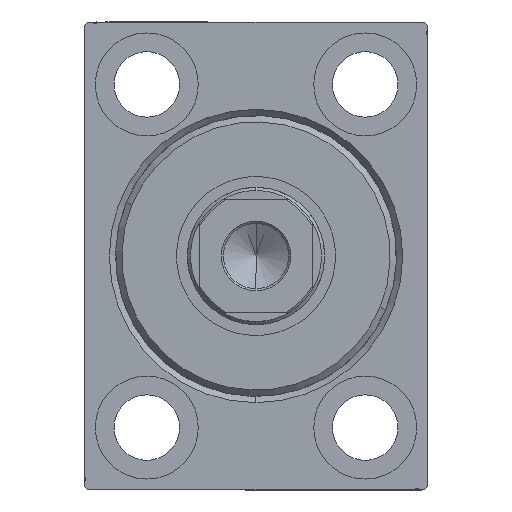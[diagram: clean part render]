
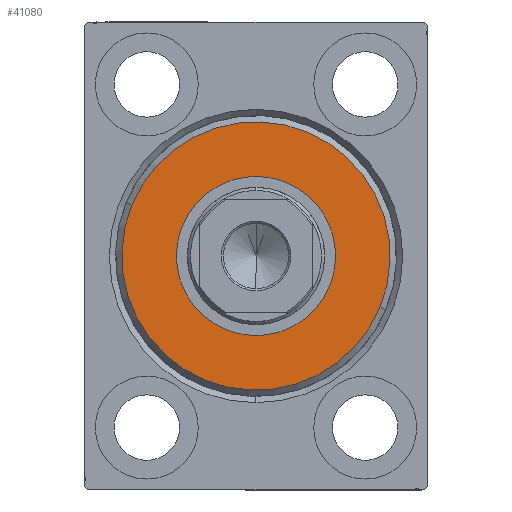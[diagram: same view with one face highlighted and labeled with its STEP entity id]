
A CAD part, left-side view. The second image highlights one B-rep face of the part: STEP entity #41080.
In plain terms, the highlighted face is planar.
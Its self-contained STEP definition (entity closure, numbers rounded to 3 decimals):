
#1205 = DIRECTION ( 'NONE',  ( 1., 0., 0. ) ) ;
#2038 = CARTESIAN_POINT ( 'NONE',  ( 3., 0., 0. ) ) ;
#2086 = ORIENTED_EDGE ( 'NONE', *, *, #10963, .T. ) ;
#2473 = FACE_OUTER_BOUND ( 'NONE', #10780, .T. ) ;
#4028 = VERTEX_POINT ( 'NONE', #7015 ) ;
#7015 = CARTESIAN_POINT ( 'NONE',  ( 3., 0., -12.75 ) ) ;
#7782 = ORIENTED_EDGE ( 'NONE', *, *, #15541, .T. ) ;
#10000 = DIRECTION ( 'NONE',  ( 0., 0., -1. ) ) ;
#10051 = EDGE_CURVE ( 'NONE', #19580, #4028, #26968, .T. ) ;
#10420 = DIRECTION ( 'NONE',  ( 0., 0., -1. ) ) ;
#10780 = EDGE_LOOP ( 'NONE', ( #7782, #28507 ) ) ;
#10963 = EDGE_CURVE ( 'NONE', #4028, #19580, #16225, .T. ) ;
#10997 = CARTESIAN_POINT ( 'NONE',  ( 3., 0., 0. ) ) ;
#11894 = DIRECTION ( 'NONE',  ( 0., 0., -1. ) ) ;
#12361 = FACE_BOUND ( 'NONE', #22026, .T. ) ;
#14752 = EDGE_CURVE ( 'NONE', #30284, #34535, #42851, .T. ) ;
#14795 = DIRECTION ( 'NONE',  ( 0., 0., -1. ) ) ;
#15541 = EDGE_CURVE ( 'NONE', #34535, #30284, #17037, .T. ) ;
#16225 = CIRCLE ( 'NONE', #43493, 12.75 ) ;
#16952 = CARTESIAN_POINT ( 'NONE',  ( 3., 0., -21.5 ) ) ;
#17037 = CIRCLE ( 'NONE', #22815, 21.5 ) ;
#17963 = CARTESIAN_POINT ( 'NONE',  ( 3., 0., 0. ) ) ;
#18152 = CARTESIAN_POINT ( 'NONE',  ( 3., 0., 12.75 ) ) ;
#19580 = VERTEX_POINT ( 'NONE', #18152 ) ;
#19755 = PLANE ( 'NONE',  #21443 ) ;
#21443 = AXIS2_PLACEMENT_3D ( 'NONE', #2038, #29867, #43549 ) ;
#22026 = EDGE_LOOP ( 'NONE', ( #32944, #2086 ) ) ;
#22239 = DIRECTION ( 'NONE',  ( -1., 0., 0. ) ) ;
#22815 = AXIS2_PLACEMENT_3D ( 'NONE', #34011, #40520, #10000 ) ;
#26968 = CIRCLE ( 'NONE', #36297, 12.75 ) ;
#28507 = ORIENTED_EDGE ( 'NONE', *, *, #14752, .T. ) ;
#29867 = DIRECTION ( 'NONE',  ( 1., 0., 0. ) ) ;
#30284 = VERTEX_POINT ( 'NONE', #16952 ) ;
#32944 = ORIENTED_EDGE ( 'NONE', *, *, #10051, .T. ) ;
#34011 = CARTESIAN_POINT ( 'NONE',  ( 3., 0., 0. ) ) ;
#34535 = VERTEX_POINT ( 'NONE', #40095 ) ;
#35325 = CARTESIAN_POINT ( 'NONE',  ( 3., 0., 0. ) ) ;
#35685 = AXIS2_PLACEMENT_3D ( 'NONE', #35325, #1205, #10420 ) ;
#36297 = AXIS2_PLACEMENT_3D ( 'NONE', #10997, #38374, #14795 ) ;
#38374 = DIRECTION ( 'NONE',  ( -1., 0., 0. ) ) ;
#40095 = CARTESIAN_POINT ( 'NONE',  ( 3., 0., 21.5 ) ) ;
#40520 = DIRECTION ( 'NONE',  ( 1., 0., 0. ) ) ;
#41080 = ADVANCED_FACE ( 'NONE', ( #2473, #12361 ), #19755, .T. ) ;
#42851 = CIRCLE ( 'NONE', #35685, 21.5 ) ;
#43493 = AXIS2_PLACEMENT_3D ( 'NONE', #17963, #22239, #11894 ) ;
#43549 = DIRECTION ( 'NONE',  ( 0., 0., -1. ) ) ;
